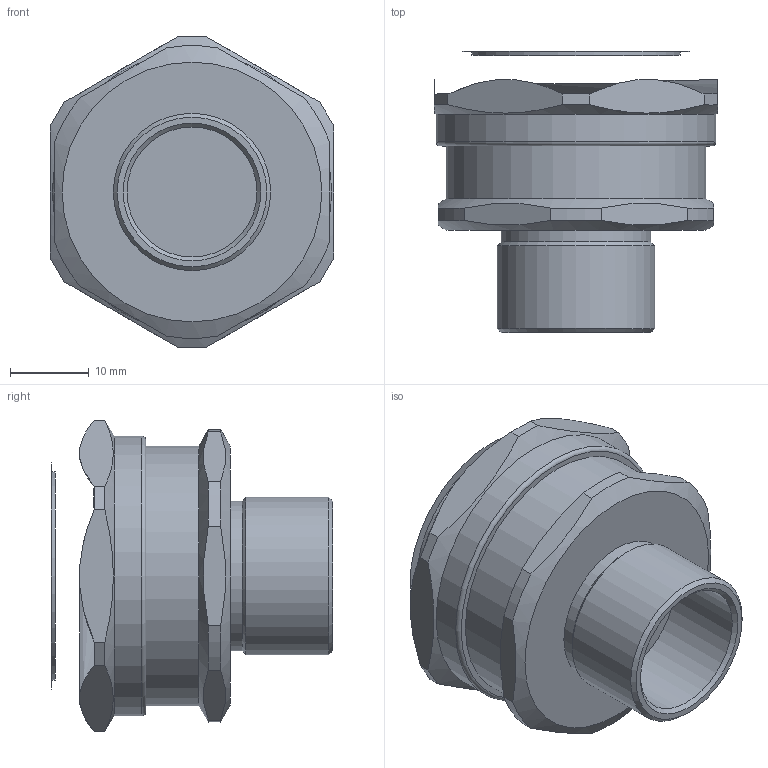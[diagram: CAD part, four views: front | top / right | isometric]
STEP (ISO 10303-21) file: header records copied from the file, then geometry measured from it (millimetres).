
FILE_DESCRIPTION(/* description */ (''),/* implementation_level */ '2;1');
FILE_NAME(/* name */ 'ЗЭТАРУС МВН-М20-МР20.stp',/* time_stamp */ '2023-03-10T09:26:27+07:00',/* author */ ('Каплей М. Ю.'),/* organization */ (''),/* preprocessor_version */ 'ST-DEVELOPER v18.1',/* originating_system */ 'Autodesk Inventor 2021',/* authorisation */ '');
FILE_SCHEMA (('AUTOMOTIVE_DESIGN { 1 0 10303 214 3 1 1 }'));
Length unit declared in the file: millimetre
Products named in the file (1): Деталь3
Bounding box: 36 x 35.71 x 39.57 mm (x, y, z)
Volume: 22797.1 mm3; surface area: 5996.2 mm2
Topology: 1 solids, 1 shells, 44 faces, 108 edges, 70 vertices
Faces by surface type: plane 24, cylinder 12, cone 7, torus 1
Full cylindrical faces by diameter (mm): 16.5 x1, 19 x1, 20 x1, 26.5 x1, 33 x1, 35.5 x1
Entity records: 1356 total; most frequent: CARTESIAN_POINT 303, ORIENTED_EDGE 216, DIRECTION 189, EDGE_CURVE 108, AXIS2_PLACEMENT_3D 76, VERTEX_POINT 70, EDGE_LOOP 48, FACE_OUTER_BOUND 44
